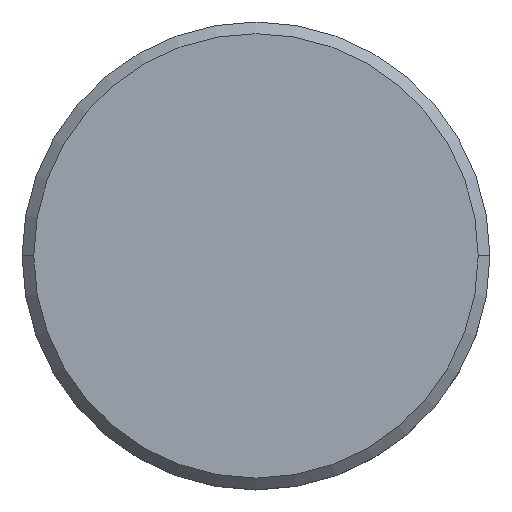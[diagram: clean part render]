
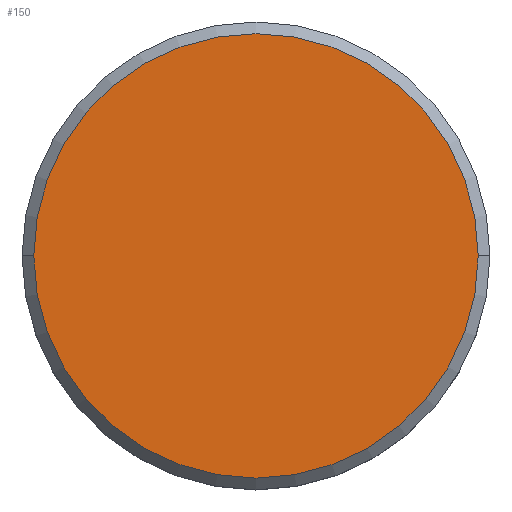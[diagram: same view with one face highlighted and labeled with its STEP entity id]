
A CAD part, top view. The second image highlights one B-rep face of the part: STEP entity #150.
In plain terms, the highlighted planar face has unit normal (0, 0, 1).
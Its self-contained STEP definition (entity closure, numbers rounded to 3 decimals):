
#10 = DIRECTION ( 'NONE',  ( 1., 0., 0. ) ) ;
#127 = CARTESIAN_POINT ( 'NONE',  ( 0., 0., 0. ) ) ;
#150 = ADVANCED_FACE ( 'NONE', ( #900 ), #804, .T. ) ;
#174 = EDGE_CURVE ( 'NONE', #277, #562, #652, .T. ) ;
#232 = CARTESIAN_POINT ( 'NONE',  ( 0., 0., 0. ) ) ;
#267 = AXIS2_PLACEMENT_3D ( 'NONE', #127, #460, #1024 ) ;
#277 = VERTEX_POINT ( 'NONE', #836 ) ;
#326 = DIRECTION ( 'NONE',  ( 0., 0., 1. ) ) ;
#460 = DIRECTION ( 'NONE',  ( 0., 0., 1. ) ) ;
#519 = EDGE_CURVE ( 'NONE', #562, #277, #994, .T. ) ;
#562 = VERTEX_POINT ( 'NONE', #786 ) ;
#589 = EDGE_LOOP ( 'NONE', ( #891, #691 ) ) ;
#652 = CIRCLE ( 'NONE', #992, 9.5 ) ;
#691 = ORIENTED_EDGE ( 'NONE', *, *, #519, .T. ) ;
#707 = AXIS2_PLACEMENT_3D ( 'NONE', #808, #326, #886 ) ;
#786 = CARTESIAN_POINT ( 'NONE',  ( 9.5, 0., 0. ) ) ;
#804 = PLANE ( 'NONE',  #707 ) ;
#808 = CARTESIAN_POINT ( 'NONE',  ( 0., 0., 0. ) ) ;
#824 = DIRECTION ( 'NONE',  ( 0., 0., 1. ) ) ;
#836 = CARTESIAN_POINT ( 'NONE',  ( -9.5, 0., 0. ) ) ;
#886 = DIRECTION ( 'NONE',  ( 1., 0., 0. ) ) ;
#891 = ORIENTED_EDGE ( 'NONE', *, *, #174, .T. ) ;
#900 = FACE_OUTER_BOUND ( 'NONE', #589, .T. ) ;
#992 = AXIS2_PLACEMENT_3D ( 'NONE', #232, #824, #10 ) ;
#994 = CIRCLE ( 'NONE', #267, 9.5 ) ;
#1024 = DIRECTION ( 'NONE',  ( 1., 0., 0. ) ) ;
